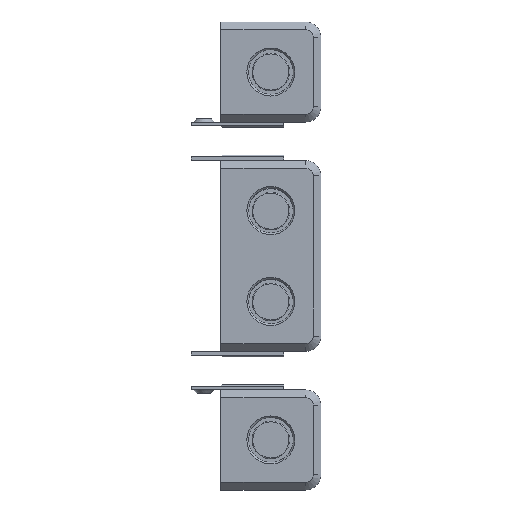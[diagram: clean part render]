
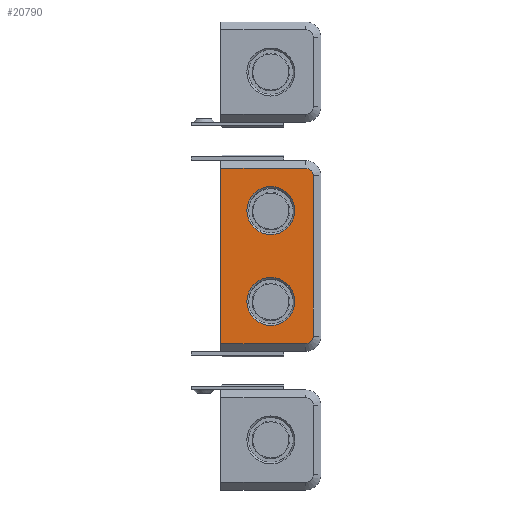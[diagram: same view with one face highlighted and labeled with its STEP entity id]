
A CAD part, top view. The second image highlights one B-rep face of the part: STEP entity #20790.
In plain terms, the highlighted planar face has unit normal (0, 0, 1).
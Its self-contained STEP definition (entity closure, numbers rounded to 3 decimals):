
#161=FACE_BOUND('',#3180,.T.);
#162=FACE_BOUND('',#3181,.T.);
#985=PLANE('',#22680);
#1970=FACE_OUTER_BOUND('',#3179,.T.);
#3179=EDGE_LOOP('',(#17748,#17749,#17750,#17751,#17752,#17753));
#3180=EDGE_LOOP('',(#17754));
#3181=EDGE_LOOP('',(#17755));
#4859=LINE('',#34082,#6732);
#4991=LINE('',#34621,#6864);
#5051=LINE('',#34807,#6924);
#5054=LINE('',#34811,#6927);
#6732=VECTOR('',#27213,10.);
#6864=VECTOR('',#27739,10.);
#6924=VECTOR('',#27919,10.);
#6927=VECTOR('',#27924,10.);
#7773=CIRCLE('',#22411,15.586);
#7778=CIRCLE('',#22421,5.);
#7870=CIRCLE('',#22618,15.586);
#7872=CIRCLE('',#22622,5.);
#9647=VERTEX_POINT('',#34041);
#9656=VERTEX_POINT('',#34069);
#9659=VERTEX_POINT('',#34074);
#9660=VERTEX_POINT('',#34078);
#9790=VERTEX_POINT('',#34613);
#9792=VERTEX_POINT('',#34618);
#9793=VERTEX_POINT('',#34620);
#9795=VERTEX_POINT('',#34626);
#12254=EDGE_CURVE('',#9647,#9647,#7773,.T.);
#12270=EDGE_CURVE('',#9659,#9656,#7778,.T.);
#12273=EDGE_CURVE('',#9656,#9660,#4859,.T.);
#12502=EDGE_CURVE('',#9790,#9790,#7870,.T.);
#12504=EDGE_CURVE('',#9792,#9793,#4991,.T.);
#12509=EDGE_CURVE('',#9793,#9795,#7872,.T.);
#12591=EDGE_CURVE('',#9660,#9792,#5051,.T.);
#12594=EDGE_CURVE('',#9795,#9659,#5054,.T.);
#17748=ORIENTED_EDGE('',*,*,#12594,.F.);
#17749=ORIENTED_EDGE('',*,*,#12509,.F.);
#17750=ORIENTED_EDGE('',*,*,#12504,.F.);
#17751=ORIENTED_EDGE('',*,*,#12591,.F.);
#17752=ORIENTED_EDGE('',*,*,#12273,.F.);
#17753=ORIENTED_EDGE('',*,*,#12270,.F.);
#17754=ORIENTED_EDGE('',*,*,#12254,.F.);
#17755=ORIENTED_EDGE('',*,*,#12502,.F.);
#20790=ADVANCED_FACE('',(#1970,#161,#162),#985,.T.);
#22411=AXIS2_PLACEMENT_3D('',#34043,#27176,#27177);
#22421=AXIS2_PLACEMENT_3D('',#34076,#27207,#27208);
#22618=AXIS2_PLACEMENT_3D('',#34615,#27734,#27735);
#22622=AXIS2_PLACEMENT_3D('',#34630,#27747,#27748);
#22680=AXIS2_PLACEMENT_3D('',#34810,#27922,#27923);
#27176=DIRECTION('center_axis',(0.,0.,
1.));
#27177=DIRECTION('ref_axis',(-1.,0.,0.));
#27207=DIRECTION('center_axis',(0.,0.,
-1.));
#27208=DIRECTION('ref_axis',(0.707,-0.707,0.));
#27213=DIRECTION('',(-1.,0.,0.));
#27734=DIRECTION('center_axis',(0.,0.,
1.));
#27735=DIRECTION('ref_axis',(-1.,0.,0.));
#27739=DIRECTION('',(1.,0.,0.));
#27747=DIRECTION('center_axis',(0.,0.,
-1.));
#27748=DIRECTION('ref_axis',(0.707,0.707,0.));
#27919=DIRECTION('',(0.,1.,0.));
#27922=DIRECTION('center_axis',(0.,0.,
1.));
#27923=DIRECTION('ref_axis',(1.,0.,0.));
#27924=DIRECTION('',(0.,-1.,0.));
#34041=CARTESIAN_POINT('',(151.586,56.,19.8));
#34043=CARTESIAN_POINT('Origin',(136.,56.,19.8));
#34069=CARTESIAN_POINT('',(158.5,28.5,19.8));
#34074=CARTESIAN_POINT('',(163.5,33.5,19.8));
#34076=CARTESIAN_POINT('Origin',(158.5,33.5,19.8));
#34078=CARTESIAN_POINT('',(103.5,28.5,19.8));
#34082=CARTESIAN_POINT('',(119.75,28.5,19.8));
#34613=CARTESIAN_POINT('',(151.586,115.,19.8));
#34615=CARTESIAN_POINT('Origin',(136.,115.,19.8));
#34618=CARTESIAN_POINT('',(103.5,142.5,19.8));
#34620=CARTESIAN_POINT('',(158.5,142.5,19.8));
#34621=CARTESIAN_POINT('',(152.25,142.5,19.8));
#34626=CARTESIAN_POINT('',(163.5,137.5,19.8));
#34630=CARTESIAN_POINT('Origin',(158.5,137.5,19.8));
#34807=CARTESIAN_POINT('',(103.5,131.25,19.8));
#34810=CARTESIAN_POINT('Origin',(136.,115.,19.8));
#34811=CARTESIAN_POINT('',(163.5,39.75,19.8));
